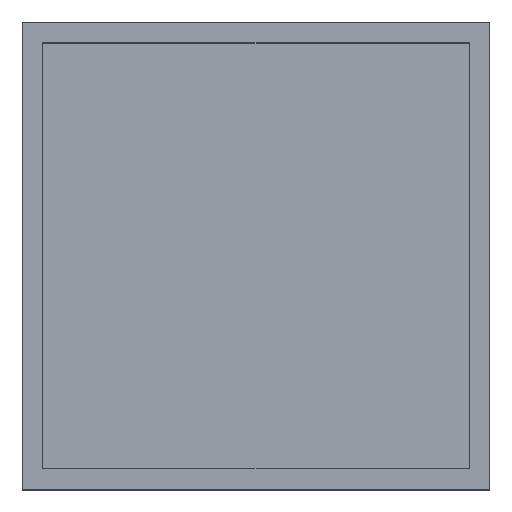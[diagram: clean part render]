
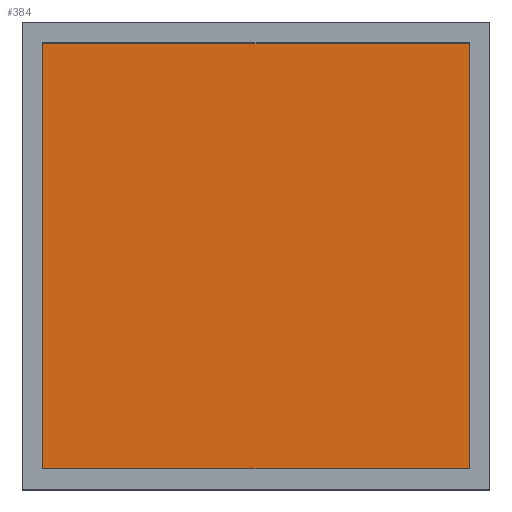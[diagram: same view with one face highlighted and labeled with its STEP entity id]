
A CAD part, top view. The second image highlights one B-rep face of the part: STEP entity #384.
In plain terms, the highlighted planar face has unit normal (0, 0, 1).
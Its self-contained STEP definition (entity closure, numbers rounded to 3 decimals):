
#202=CARTESIAN_POINT('',(186.62,-146.,42.));
#203=VERTEX_POINT('',#202);
#204=CARTESIAN_POINT('',(186.62,-44.,42.));
#205=VERTEX_POINT('',#204);
#206=CARTESIAN_POINT('',(186.62,-146.,42.));
#207=DIRECTION('',(0.,1.,0.));
#208=VECTOR('',#207,102.);
#209=LINE('',#206,#208);
#210=EDGE_CURVE('',#203,#205,#209,.T.);
#242=CARTESIAN_POINT('',(84.62,-146.,42.));
#243=VERTEX_POINT('',#242);
#244=CARTESIAN_POINT('',(84.62,-146.,42.));
#245=DIRECTION('',(1.,0.,0.));
#246=VECTOR('',#245,102.);
#247=LINE('',#244,#246);
#248=EDGE_CURVE('',#243,#203,#247,.T.);
#273=CARTESIAN_POINT('',(84.62,-44.,42.));
#274=VERTEX_POINT('',#273);
#275=CARTESIAN_POINT('',(84.62,-44.,42.));
#276=DIRECTION('',(0.,-1.,0.));
#277=VECTOR('',#276,102.);
#278=LINE('',#275,#277);
#279=EDGE_CURVE('',#274,#243,#278,.T.);
#338=CARTESIAN_POINT('',(186.62,-44.,42.));
#339=DIRECTION('',(-1.,0.,0.));
#340=VECTOR('',#339,102.);
#341=LINE('',#338,#340);
#342=EDGE_CURVE('',#205,#274,#341,.T.);
#373=CARTESIAN_POINT('',(0.,0.,42.));
#374=DIRECTION('',(0.,0.,1.));
#375=DIRECTION('',(1.,0.,0.));
#376=AXIS2_PLACEMENT_3D('',#373,#374,#375);
#377=PLANE('',#376);
#378=ORIENTED_EDGE('',*,*,#248,.T.);
#379=ORIENTED_EDGE('',*,*,#210,.T.);
#380=ORIENTED_EDGE('',*,*,#342,.T.);
#381=ORIENTED_EDGE('',*,*,#279,.T.);
#382=EDGE_LOOP('',(#378,#379,#380,#381));
#383=FACE_BOUND('',#382,.T.);
#384=ADVANCED_FACE('',(#383),#377,.T.);
